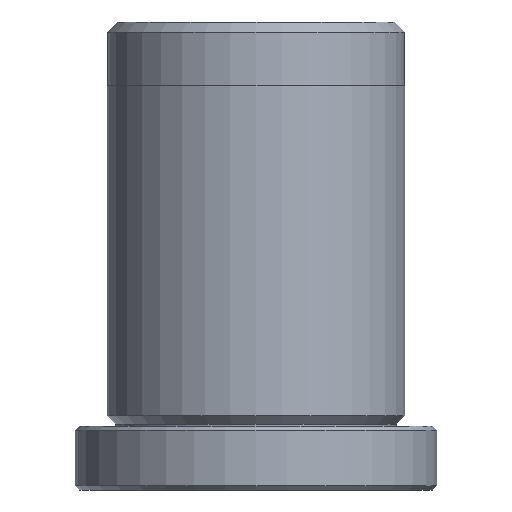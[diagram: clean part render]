
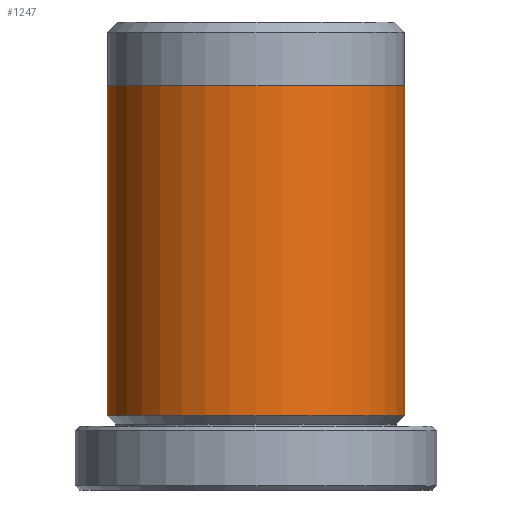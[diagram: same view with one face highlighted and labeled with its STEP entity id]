
A CAD part, front view. The second image highlights one B-rep face of the part: STEP entity #1247.
In plain terms, the highlighted cylindrical face has radius 7 mm (diameter 14 mm), a partial arc.
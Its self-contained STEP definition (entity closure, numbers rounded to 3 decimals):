
#57 = CARTESIAN_POINT ( 'NONE',  ( 7., 0., 22. ) ) ;
#63 = AXIS2_PLACEMENT_3D ( 'NONE', #2463, #713, #171 ) ;
#71 = CARTESIAN_POINT ( 'NONE',  ( -7., 0., 3.5 ) ) ;
#156 = DIRECTION ( 'NONE',  ( -1., 0., 0. ) ) ;
#171 = DIRECTION ( 'NONE',  ( -1., 0., 0. ) ) ;
#241 = ORIENTED_EDGE ( 'NONE', *, *, #1830, .F. ) ;
#493 = VECTOR ( 'NONE', #1520, 1000. ) ;
#611 = LINE ( 'NONE', #57, #1243 ) ;
#633 = CYLINDRICAL_SURFACE ( 'NONE', #63, 7. ) ;
#710 = CARTESIAN_POINT ( 'NONE',  ( 0., 0., 19. ) ) ;
#713 = DIRECTION ( 'NONE',  ( 0., 0., -1. ) ) ;
#725 = CARTESIAN_POINT ( 'NONE',  ( -7., 0., 19. ) ) ;
#871 = ORIENTED_EDGE ( 'NONE', *, *, #1319, .T. ) ;
#973 = DIRECTION ( 'NONE',  ( 1., 0., 0. ) ) ;
#1047 = ORIENTED_EDGE ( 'NONE', *, *, #2543, .F. ) ;
#1243 = VECTOR ( 'NONE', #1352, 1000. ) ;
#1247 = ADVANCED_FACE ( 'NONE', ( #2017 ), #633, .T. ) ;
#1259 = LINE ( 'NONE', #1263, #493 ) ;
#1263 = CARTESIAN_POINT ( 'NONE',  ( -7., 0., 22. ) ) ;
#1283 = VERTEX_POINT ( 'NONE', #725 ) ;
#1285 = CARTESIAN_POINT ( 'NONE',  ( 7., 0., 19. ) ) ;
#1319 = EDGE_CURVE ( 'NONE', #1283, #1915, #1259, .T. ) ;
#1352 = DIRECTION ( 'NONE',  ( 0., 0., -1. ) ) ;
#1520 = DIRECTION ( 'NONE',  ( 0., 0., -1. ) ) ;
#1590 = VERTEX_POINT ( 'NONE', #1285 ) ;
#1676 = ORIENTED_EDGE ( 'NONE', *, *, #2725, .F. ) ;
#1700 = DIRECTION ( 'NONE',  ( 0., 0., -1. ) ) ;
#1787 = AXIS2_PLACEMENT_3D ( 'NONE', #3212, #1700, #156 ) ;
#1830 = EDGE_CURVE ( 'NONE', #1590, #3276, #611, .T. ) ;
#1915 = VERTEX_POINT ( 'NONE', #71 ) ;
#2017 = FACE_OUTER_BOUND ( 'NONE', #2375, .T. ) ;
#2119 = AXIS2_PLACEMENT_3D ( 'NONE', #710, #2494, #973 ) ;
#2126 = CARTESIAN_POINT ( 'NONE',  ( 7., 0., 3.5 ) ) ;
#2365 = CIRCLE ( 'NONE', #1787, 7. ) ;
#2375 = EDGE_LOOP ( 'NONE', ( #241, #1676, #871, #1047 ) ) ;
#2463 = CARTESIAN_POINT ( 'NONE',  ( 0., 0., 22. ) ) ;
#2494 = DIRECTION ( 'NONE',  ( 0., 0., 1. ) ) ;
#2543 = EDGE_CURVE ( 'NONE', #3276, #1915, #2365, .T. ) ;
#2725 = EDGE_CURVE ( 'NONE', #1283, #1590, #2880, .T. ) ;
#2880 = CIRCLE ( 'NONE', #2119, 7. ) ;
#3212 = CARTESIAN_POINT ( 'NONE',  ( 0., 0., 3.5 ) ) ;
#3276 = VERTEX_POINT ( 'NONE', #2126 ) ;
